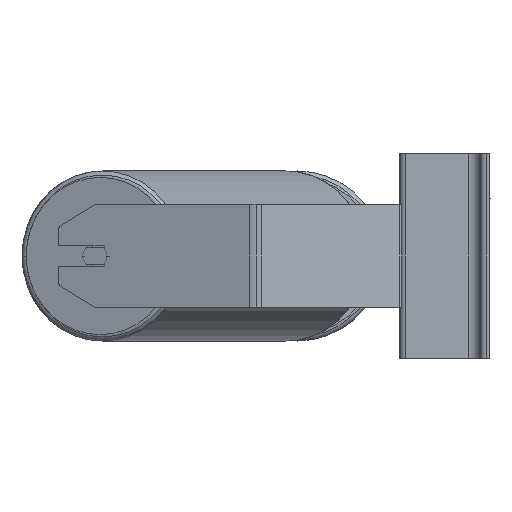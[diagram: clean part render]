
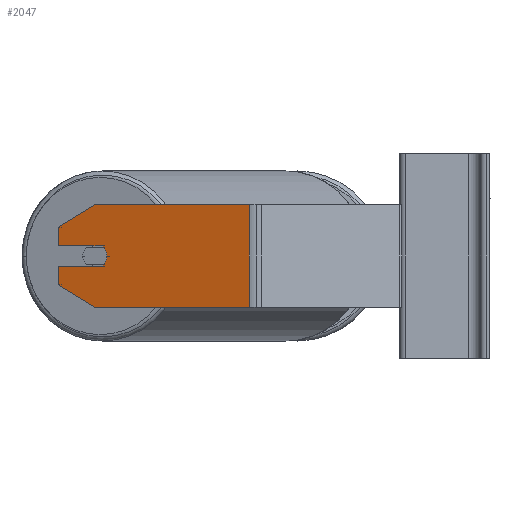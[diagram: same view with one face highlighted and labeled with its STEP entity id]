
A CAD part, left-side view. The second image highlights one B-rep face of the part: STEP entity #2047.
In plain terms, the highlighted planar face has unit normal (-0.94, 0.342, 0).
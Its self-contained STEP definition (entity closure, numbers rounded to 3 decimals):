
#21 = CARTESIAN_POINT ( 'NONE',  ( -662.442, 284.739, 22.679 ) ) ;
#130 = VERTEX_POINT ( 'NONE', #9345 ) ;
#262 = CARTESIAN_POINT ( 'NONE',  ( -662.442, 284.739, 8. ) ) ;
#304 = DIRECTION ( 'NONE',  ( -0.342, -0.94, 0. ) ) ;
#336 = ORIENTED_EDGE ( 'NONE', *, *, #10170, .F. ) ;
#468 = DIRECTION ( 'NONE',  ( -0.342, -0.94, 0. ) ) ;
#513 = EDGE_CURVE ( 'NONE', #130, #7053, #1922, .T. ) ;
#845 = DIRECTION ( 'NONE',  ( 0.296, 0.814, -0.5 ) ) ;
#1086 = PLANE ( 'NONE',  #8880 ) ;
#1208 = VECTOR ( 'NONE', #4639, 1000. ) ;
#1372 = VERTEX_POINT ( 'NONE', #9308 ) ;
#1413 = CARTESIAN_POINT ( 'NONE',  ( -662.442, 284.739, 40. ) ) ;
#1454 = ORIENTED_EDGE ( 'NONE', *, *, #3698, .T. ) ;
#1464 = EDGE_CURVE ( 'NONE', #3794, #10507, #3526, .T. ) ;
#1656 = CARTESIAN_POINT ( 'NONE',  ( -674.755, 250.91, -8. ) ) ;
#1785 = VECTOR ( 'NONE', #468, 1000. ) ;
#1794 = DIRECTION ( 'NONE',  ( 0.94, -0.342, 0. ) ) ;
#1888 = VECTOR ( 'NONE', #304, 1000. ) ;
#1922 = LINE ( 'NONE', #10142, #1888 ) ;
#1962 = CARTESIAN_POINT ( 'NONE',  ( -662.442, 284.739, 40. ) ) ;
#1995 = LINE ( 'NONE', #8442, #3811 ) ;
#2047 = ADVANCED_FACE ( 'NONE', ( #7708 ), #1086, .F. ) ;
#2153 = DIRECTION ( 'NONE',  ( -0.94, 0.342, 0. ) ) ;
#2244 = CARTESIAN_POINT ( 'NONE',  ( -672.703, 256.548, -40. ) ) ;
#2504 = DIRECTION ( 'NONE',  ( 0., 0., -1. ) ) ;
#2630 = ORIENTED_EDGE ( 'NONE', *, *, #10090, .F. ) ;
#2650 = CARTESIAN_POINT ( 'NONE',  ( -676.123, 247.151, 0. ) ) ;
#2789 = ORIENTED_EDGE ( 'NONE', *, *, #3849, .F. ) ;
#2867 = EDGE_CURVE ( 'NONE', #8217, #8255, #1995, .T. ) ;
#2945 = CARTESIAN_POINT ( 'NONE',  ( -662.442, 284.739, -22.679 ) ) ;
#3098 = CARTESIAN_POINT ( 'NONE',  ( -674.755, 250.91, 8. ) ) ;
#3395 = ORIENTED_EDGE ( 'NONE', *, *, #4318, .T. ) ;
#3526 = LINE ( 'NONE', #5924, #3579 ) ;
#3579 = VECTOR ( 'NONE', #9204, 1000. ) ;
#3624 = DIRECTION ( 'NONE',  ( -0.342, -0.94, 0. ) ) ;
#3698 = EDGE_CURVE ( 'NONE', #8217, #3794, #4906, .T. ) ;
#3752 = ORIENTED_EDGE ( 'NONE', *, *, #3812, .F. ) ;
#3794 = VERTEX_POINT ( 'NONE', #2945 ) ;
#3811 = VECTOR ( 'NONE', #3624, 1000. ) ;
#3812 = EDGE_CURVE ( 'NONE', #10322, #5031, #4005, .T. ) ;
#3849 = EDGE_CURVE ( 'NONE', #5031, #6133, #9680, .T. ) ;
#3897 = VECTOR ( 'NONE', #5513, 1000. ) ;
#3936 = CARTESIAN_POINT ( 'NONE',  ( -672.703, 256.548, 0. ) ) ;
#4005 = CIRCLE ( 'NONE', #5023, 10. ) ;
#4318 = EDGE_CURVE ( 'NONE', #10507, #1372, #10420, .T. ) ;
#4331 = DIRECTION ( 'NONE',  ( 0.342, 0.94, 0. ) ) ;
#4639 = DIRECTION ( 'NONE',  ( 0., 0., -1. ) ) ;
#4906 = LINE ( 'NONE', #8342, #6897 ) ;
#5023 = AXIS2_PLACEMENT_3D ( 'NONE', #7011, #10193, #6103 ) ;
#5031 = VERTEX_POINT ( 'NONE', #3098 ) ;
#5131 = EDGE_LOOP ( 'NONE', ( #1454, #5547, #3395, #2630, #10196, #8336, #7609, #2789, #3752, #336, #8114 ) ) ;
#5263 = CIRCLE ( 'NONE', #10588, 10. ) ;
#5394 = EDGE_CURVE ( 'NONE', #7453, #6133, #8719, .T. ) ;
#5427 = DIRECTION ( 'NONE',  ( -0.342, -0.94, 0. ) ) ;
#5513 = DIRECTION ( 'NONE',  ( 0., 0., -1. ) ) ;
#5547 = ORIENTED_EDGE ( 'NONE', *, *, #1464, .T. ) ;
#5640 = LINE ( 'NONE', #6660, #8993 ) ;
#5877 = VECTOR ( 'NONE', #8591, 1000. ) ;
#5924 = CARTESIAN_POINT ( 'NONE',  ( -672.703, 256.548, -40. ) ) ;
#6103 = DIRECTION ( 'NONE',  ( -0.342, -0.94, 0. ) ) ;
#6133 = VERTEX_POINT ( 'NONE', #9170 ) ;
#6660 = CARTESIAN_POINT ( 'NONE',  ( -662.442, 284.739, 22.679 ) ) ;
#6698 = EDGE_CURVE ( 'NONE', #130, #7453, #5640, .T. ) ;
#6897 = VECTOR ( 'NONE', #2504, 1000. ) ;
#7011 = CARTESIAN_POINT ( 'NONE',  ( -672.703, 256.548, 0. ) ) ;
#7053 = VERTEX_POINT ( 'NONE', #7186 ) ;
#7122 = LINE ( 'NONE', #10413, #3897 ) ;
#7186 = CARTESIAN_POINT ( 'NONE',  ( -716.686, 135.704, 40. ) ) ;
#7453 = VERTEX_POINT ( 'NONE', #21 ) ;
#7609 = ORIENTED_EDGE ( 'NONE', *, *, #5394, .T. ) ;
#7708 = FACE_OUTER_BOUND ( 'NONE', #5131, .T. ) ;
#7838 = CARTESIAN_POINT ( 'NONE',  ( -662.442, 284.739, -40. ) ) ;
#8114 = ORIENTED_EDGE ( 'NONE', *, *, #2867, .F. ) ;
#8217 = VERTEX_POINT ( 'NONE', #10641 ) ;
#8255 = VERTEX_POINT ( 'NONE', #1656 ) ;
#8336 = ORIENTED_EDGE ( 'NONE', *, *, #6698, .T. ) ;
#8342 = CARTESIAN_POINT ( 'NONE',  ( -662.442, 284.739, 40. ) ) ;
#8442 = CARTESIAN_POINT ( 'NONE',  ( -662.442, 284.739, -8. ) ) ;
#8591 = DIRECTION ( 'NONE',  ( 0.342, 0.94, 0. ) ) ;
#8719 = LINE ( 'NONE', #1413, #1208 ) ;
#8880 = AXIS2_PLACEMENT_3D ( 'NONE', #1962, #1794, #4331 ) ;
#8993 = VECTOR ( 'NONE', #845, 1000. ) ;
#9170 = CARTESIAN_POINT ( 'NONE',  ( -662.442, 284.739, 8. ) ) ;
#9204 = DIRECTION ( 'NONE',  ( -0.296, -0.814, -0.5 ) ) ;
#9308 = CARTESIAN_POINT ( 'NONE',  ( -716.686, 135.704, -40. ) ) ;
#9345 = CARTESIAN_POINT ( 'NONE',  ( -672.703, 256.548, 40. ) ) ;
#9680 = LINE ( 'NONE', #262, #5877 ) ;
#10090 = EDGE_CURVE ( 'NONE', #7053, #1372, #7122, .T. ) ;
#10142 = CARTESIAN_POINT ( 'NONE',  ( -662.442, 284.739, 40. ) ) ;
#10170 = EDGE_CURVE ( 'NONE', #8255, #10322, #5263, .T. ) ;
#10193 = DIRECTION ( 'NONE',  ( -0.94, 0.342, 0. ) ) ;
#10196 = ORIENTED_EDGE ( 'NONE', *, *, #513, .F. ) ;
#10322 = VERTEX_POINT ( 'NONE', #2650 ) ;
#10413 = CARTESIAN_POINT ( 'NONE',  ( -716.686, 135.704, 40. ) ) ;
#10420 = LINE ( 'NONE', #7838, #1785 ) ;
#10507 = VERTEX_POINT ( 'NONE', #2244 ) ;
#10588 = AXIS2_PLACEMENT_3D ( 'NONE', #3936, #2153, #5427 ) ;
#10641 = CARTESIAN_POINT ( 'NONE',  ( -662.442, 284.739, -8. ) ) ;
